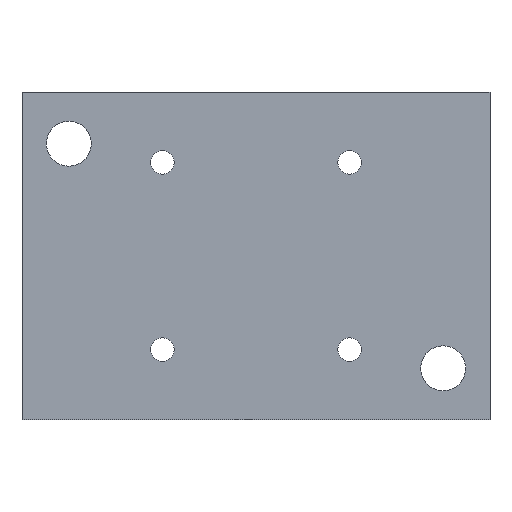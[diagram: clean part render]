
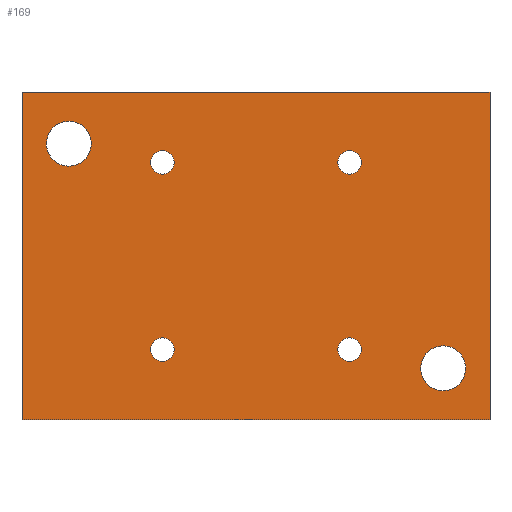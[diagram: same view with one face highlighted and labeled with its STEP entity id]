
A CAD part, front view. The second image highlights one B-rep face of the part: STEP entity #169.
In plain terms, the highlighted planar face has unit normal (0, -1, 0).
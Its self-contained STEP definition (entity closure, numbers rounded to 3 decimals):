
#10 = FACE_OUTER_BOUND ( 'NONE', #139, .T. ) ;
#12 = VERTEX_POINT ( 'NONE', #415 ) ;
#24 = VERTEX_POINT ( 'NONE', #126 ) ;
#26 = AXIS2_PLACEMENT_3D ( 'NONE', #626, #282, #230 ) ;
#28 = VERTEX_POINT ( 'NONE', #315 ) ;
#33 = CARTESIAN_POINT ( 'NONE',  ( -3.429, 0., 13.607 ) ) ;
#38 = CARTESIAN_POINT ( 'NONE',  ( 16.571, 0., -8.893 ) ) ;
#40 = VERTEX_POINT ( 'NONE', #38 ) ;
#42 = CIRCLE ( 'NONE', #26, 2.4 ) ;
#44 = CARTESIAN_POINT ( 'NONE',  ( 0., 0., 0. ) ) ;
#49 = DIRECTION ( 'NONE',  ( 0., 1., 0. ) ) ;
#51 = FACE_BOUND ( 'NONE', #70, .T. ) ;
#61 = DIRECTION ( 'NONE',  ( 0., 0., 1. ) ) ;
#62 = VERTEX_POINT ( 'NONE', #376 ) ;
#65 = CARTESIAN_POINT ( 'NONE',  ( 16.571, 0., -7.643 ) ) ;
#66 = ORIENTED_EDGE ( 'NONE', *, *, #297, .T. ) ;
#70 = EDGE_LOOP ( 'NONE', ( #123, #356 ) ) ;
#71 = CARTESIAN_POINT ( 'NONE',  ( -3.429, 0., -7.643 ) ) ;
#75 = CIRCLE ( 'NONE', #532, 2.4 ) ;
#79 = ORIENTED_EDGE ( 'NONE', *, *, #118, .T. ) ;
#82 = ORIENTED_EDGE ( 'NONE', *, *, #425, .F. ) ;
#94 = DIRECTION ( 'NONE',  ( 0., 1., 0. ) ) ;
#97 = DIRECTION ( 'NONE',  ( 0., 0., 1. ) ) ;
#99 = ORIENTED_EDGE ( 'NONE', *, *, #435, .T. ) ;
#100 = FACE_BOUND ( 'NONE', #114, .T. ) ;
#101 = DIRECTION ( 'NONE',  ( 0., 0., 1. ) ) ;
#102 = CIRCLE ( 'NONE', #154, 1.25 ) ;
#103 = DIRECTION ( 'NONE',  ( 0., 0., 1. ) ) ;
#113 = CARTESIAN_POINT ( 'NONE',  ( 26.571, 0., -9.643 ) ) ;
#114 = EDGE_LOOP ( 'NONE', ( #311, #66 ) ) ;
#115 = VERTEX_POINT ( 'NONE', #242 ) ;
#118 = EDGE_CURVE ( 'NONE', #28, #554, #530, .T. ) ;
#122 = EDGE_CURVE ( 'NONE', #40, #62, #259, .T. ) ;
#123 = ORIENTED_EDGE ( 'NONE', *, *, #584, .T. ) ;
#126 = CARTESIAN_POINT ( 'NONE',  ( -3.429, 0., 11.107 ) ) ;
#127 = CARTESIAN_POINT ( 'NONE',  ( 16.571, 0., 11.107 ) ) ;
#130 = LINE ( 'NONE', #570, #279 ) ;
#132 = AXIS2_PLACEMENT_3D ( 'NONE', #65, #407, #611 ) ;
#133 = ORIENTED_EDGE ( 'NONE', *, *, #362, .F. ) ;
#139 = EDGE_LOOP ( 'NONE', ( #133, #551, #480, #82 ) ) ;
#141 = ORIENTED_EDGE ( 'NONE', *, *, #617, .T. ) ;
#143 = AXIS2_PLACEMENT_3D ( 'NONE', #191, #239, #97 ) ;
#151 = FACE_BOUND ( 'NONE', #308, .T. ) ;
#152 = CARTESIAN_POINT ( 'NONE',  ( -3.429, 0., 12.357 ) ) ;
#154 = AXIS2_PLACEMENT_3D ( 'NONE', #437, #433, #293 ) ;
#165 = DIRECTION ( 'NONE',  ( 0., 1., 0. ) ) ;
#166 = ORIENTED_EDGE ( 'NONE', *, *, #387, .T. ) ;
#169 = ADVANCED_FACE ( 'NONE', ( #100, #432, #426, #151, #488, #51, #10 ), #596, .F. ) ;
#170 = DIRECTION ( 'NONE',  ( 0., 1., 0. ) ) ;
#173 = LINE ( 'NONE', #375, #576 ) ;
#191 = CARTESIAN_POINT ( 'NONE',  ( 16.571, 0., -7.643 ) ) ;
#193 = VERTEX_POINT ( 'NONE', #285 ) ;
#207 = EDGE_CURVE ( 'NONE', #334, #24, #602, .T. ) ;
#209 = VERTEX_POINT ( 'NONE', #581 ) ;
#230 = DIRECTION ( 'NONE',  ( 0., 0., 1. ) ) ;
#237 = AXIS2_PLACEMENT_3D ( 'NONE', #71, #170, #61 ) ;
#239 = DIRECTION ( 'NONE',  ( 0., 1., 0. ) ) ;
#240 = DIRECTION ( 'NONE',  ( 0., 1., 0. ) ) ;
#242 = CARTESIAN_POINT ( 'NONE',  ( 31.571, 0., 19.857 ) ) ;
#243 = CARTESIAN_POINT ( 'NONE',  ( -13.429, 0., 14.357 ) ) ;
#245 = CARTESIAN_POINT ( 'NONE',  ( 26.571, 0., -9.643 ) ) ;
#258 = VERTEX_POINT ( 'NONE', #276 ) ;
#259 = CIRCLE ( 'NONE', #143, 1.25 ) ;
#260 = VECTOR ( 'NONE', #440, 1000. ) ;
#263 = DIRECTION ( 'NONE',  ( 0., 1., 0. ) ) ;
#264 = VERTEX_POINT ( 'NONE', #567 ) ;
#271 = EDGE_LOOP ( 'NONE', ( #79, #624 ) ) ;
#272 = ORIENTED_EDGE ( 'NONE', *, *, #449, .T. ) ;
#276 = CARTESIAN_POINT ( 'NONE',  ( -18.429, 0., -15.143 ) ) ;
#279 = VECTOR ( 'NONE', #280, 1000. ) ;
#280 = DIRECTION ( 'NONE',  ( 0., 0., 1. ) ) ;
#282 = DIRECTION ( 'NONE',  ( 0., 1., 0. ) ) ;
#285 = CARTESIAN_POINT ( 'NONE',  ( 31.571, 0., -15.143 ) ) ;
#287 = ORIENTED_EDGE ( 'NONE', *, *, #207, .T. ) ;
#293 = DIRECTION ( 'NONE',  ( 0., 0., 1. ) ) ;
#296 = CARTESIAN_POINT ( 'NONE',  ( -3.429, 0., -7.643 ) ) ;
#297 = EDGE_CURVE ( 'NONE', #264, #12, #42, .T. ) ;
#298 = CIRCLE ( 'NONE', #351, 1.25 ) ;
#300 = DIRECTION ( 'NONE',  ( 0., 0., 1. ) ) ;
#305 = EDGE_LOOP ( 'NONE', ( #141, #166 ) ) ;
#306 = CIRCLE ( 'NONE', #132, 1.25 ) ;
#307 = DIRECTION ( 'NONE',  ( 0., 0., 1. ) ) ;
#308 = EDGE_LOOP ( 'NONE', ( #287, #272 ) ) ;
#311 = ORIENTED_EDGE ( 'NONE', *, *, #418, .T. ) ;
#315 = CARTESIAN_POINT ( 'NONE',  ( 26.571, 0., -7.243 ) ) ;
#322 = CARTESIAN_POINT ( 'NONE',  ( -18.429, 0., 19.857 ) ) ;
#330 = EDGE_CURVE ( 'NONE', #115, #193, #173, .T. ) ;
#332 = CARTESIAN_POINT ( 'NONE',  ( -3.429, 0., 12.357 ) ) ;
#334 = VERTEX_POINT ( 'NONE', #33 ) ;
#338 = VERTEX_POINT ( 'NONE', #322 ) ;
#343 = LINE ( 'NONE', #537, #260 ) ;
#344 = ORIENTED_EDGE ( 'NONE', *, *, #552, .T. ) ;
#351 = AXIS2_PLACEMENT_3D ( 'NONE', #296, #489, #101 ) ;
#353 = LINE ( 'NONE', #397, #501 ) ;
#356 = ORIENTED_EDGE ( 'NONE', *, *, #122, .T. ) ;
#361 = VERTEX_POINT ( 'NONE', #372 ) ;
#362 = EDGE_CURVE ( 'NONE', #258, #338, #130, .T. ) ;
#364 = VERTEX_POINT ( 'NONE', #127 ) ;
#367 = AXIS2_PLACEMENT_3D ( 'NONE', #152, #240, #631 ) ;
#369 = AXIS2_PLACEMENT_3D ( 'NONE', #113, #165, #307 ) ;
#372 = CARTESIAN_POINT ( 'NONE',  ( -3.429, 0., -8.893 ) ) ;
#375 = CARTESIAN_POINT ( 'NONE',  ( 31.571, 0., -15.143 ) ) ;
#376 = CARTESIAN_POINT ( 'NONE',  ( 16.571, 0., -6.393 ) ) ;
#385 = DIRECTION ( 'NONE',  ( 0., 1., 0. ) ) ;
#387 = EDGE_CURVE ( 'NONE', #361, #613, #298, .T. ) ;
#397 = CARTESIAN_POINT ( 'NONE',  ( -18.429, 0., -15.143 ) ) ;
#407 = DIRECTION ( 'NONE',  ( 0., 1., 0. ) ) ;
#414 = AXIS2_PLACEMENT_3D ( 'NONE', #245, #94, #103 ) ;
#415 = CARTESIAN_POINT ( 'NONE',  ( -13.429, 0., 16.757 ) ) ;
#416 = CIRCLE ( 'NONE', #369, 2.4 ) ;
#418 = EDGE_CURVE ( 'NONE', #12, #264, #75, .T. ) ;
#425 = EDGE_CURVE ( 'NONE', #338, #115, #343, .T. ) ;
#426 = FACE_BOUND ( 'NONE', #305, .T. ) ;
#432 = FACE_BOUND ( 'NONE', #271, .T. ) ;
#433 = DIRECTION ( 'NONE',  ( 0., 1., 0. ) ) ;
#435 = EDGE_CURVE ( 'NONE', #364, #209, #102, .T. ) ;
#436 = DIRECTION ( 'NONE',  ( 0., 0., 1. ) ) ;
#437 = CARTESIAN_POINT ( 'NONE',  ( 16.571, 0., 12.357 ) ) ;
#440 = DIRECTION ( 'NONE',  ( 1., 0., 0. ) ) ;
#447 = EDGE_LOOP ( 'NONE', ( #344, #99 ) ) ;
#449 = EDGE_CURVE ( 'NONE', #24, #334, #510, .T. ) ;
#476 = DIRECTION ( 'NONE',  ( 0., 1., 0. ) ) ;
#478 = AXIS2_PLACEMENT_3D ( 'NONE', #600, #263, #300 ) ;
#480 = ORIENTED_EDGE ( 'NONE', *, *, #330, .F. ) ;
#488 = FACE_BOUND ( 'NONE', #447, .T. ) ;
#489 = DIRECTION ( 'NONE',  ( 0., 1., 0. ) ) ;
#501 = VECTOR ( 'NONE', #553, 1000. ) ;
#506 = CARTESIAN_POINT ( 'NONE',  ( -3.429, 0., -6.393 ) ) ;
#510 = CIRCLE ( 'NONE', #367, 1.25 ) ;
#518 = AXIS2_PLACEMENT_3D ( 'NONE', #44, #385, #586 ) ;
#528 = EDGE_CURVE ( 'NONE', #193, #258, #353, .T. ) ;
#530 = CIRCLE ( 'NONE', #414, 2.4 ) ;
#532 = AXIS2_PLACEMENT_3D ( 'NONE', #243, #49, #544 ) ;
#537 = CARTESIAN_POINT ( 'NONE',  ( -18.429, 0., 19.857 ) ) ;
#544 = DIRECTION ( 'NONE',  ( 0., 0., 1. ) ) ;
#551 = ORIENTED_EDGE ( 'NONE', *, *, #528, .F. ) ;
#552 = EDGE_CURVE ( 'NONE', #209, #364, #588, .T. ) ;
#553 = DIRECTION ( 'NONE',  ( -1., 0., 0. ) ) ;
#554 = VERTEX_POINT ( 'NONE', #606 ) ;
#567 = CARTESIAN_POINT ( 'NONE',  ( -13.429, 0., 11.957 ) ) ;
#570 = CARTESIAN_POINT ( 'NONE',  ( -18.429, 0., -15.143 ) ) ;
#576 = VECTOR ( 'NONE', #627, 1000. ) ;
#581 = CARTESIAN_POINT ( 'NONE',  ( 16.571, 0., 13.607 ) ) ;
#584 = EDGE_CURVE ( 'NONE', #62, #40, #306, .T. ) ;
#586 = DIRECTION ( 'NONE',  ( 0., 0., 1. ) ) ;
#588 = CIRCLE ( 'NONE', #478, 1.25 ) ;
#595 = EDGE_CURVE ( 'NONE', #554, #28, #416, .T. ) ;
#596 = PLANE ( 'NONE',  #518 ) ;
#600 = CARTESIAN_POINT ( 'NONE',  ( 16.571, 0., 12.357 ) ) ;
#602 = CIRCLE ( 'NONE', #610, 1.25 ) ;
#606 = CARTESIAN_POINT ( 'NONE',  ( 26.571, 0., -12.043 ) ) ;
#610 = AXIS2_PLACEMENT_3D ( 'NONE', #332, #476, #436 ) ;
#611 = DIRECTION ( 'NONE',  ( 0., 0., 1. ) ) ;
#613 = VERTEX_POINT ( 'NONE', #506 ) ;
#617 = EDGE_CURVE ( 'NONE', #613, #361, #619, .T. ) ;
#619 = CIRCLE ( 'NONE', #237, 1.25 ) ;
#624 = ORIENTED_EDGE ( 'NONE', *, *, #595, .T. ) ;
#626 = CARTESIAN_POINT ( 'NONE',  ( -13.429, 0., 14.357 ) ) ;
#627 = DIRECTION ( 'NONE',  ( 0., 0., -1. ) ) ;
#631 = DIRECTION ( 'NONE',  ( 0., 0., 1. ) ) ;
